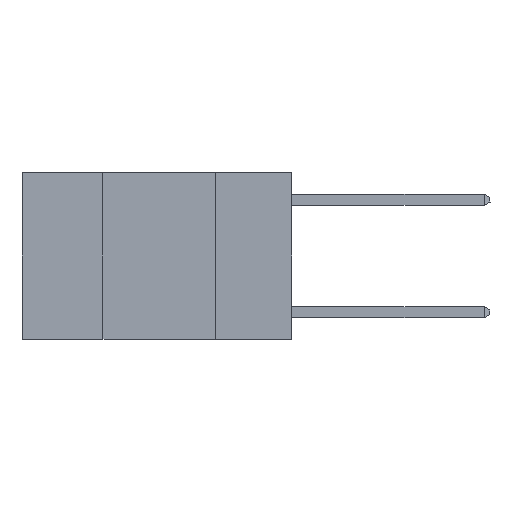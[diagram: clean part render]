
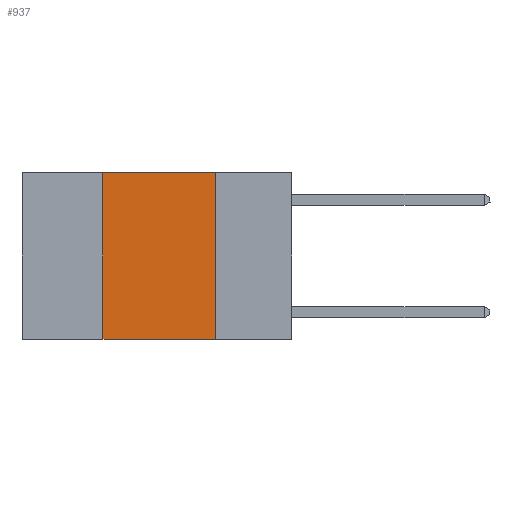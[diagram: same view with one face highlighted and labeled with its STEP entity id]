
A CAD part, left-side view. The second image highlights one B-rep face of the part: STEP entity #937.
In plain terms, the highlighted planar face has unit normal (-1, 0, 0).
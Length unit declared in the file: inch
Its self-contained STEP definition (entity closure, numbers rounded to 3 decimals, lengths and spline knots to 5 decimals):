
#201 = LINE ( 'NONE', #7685, #6740 ) ;
#278 = CARTESIAN_POINT ( 'NONE',  ( 0., 0.6, 0. ) ) ;
#937 = ADVANCED_FACE ( 'NONE', ( #2896 ), #6190, .F. ) ;
#1068 = CARTESIAN_POINT ( 'NONE',  ( 0., 0.42, 0. ) ) ;
#1381 = VERTEX_POINT ( 'NONE', #4785 ) ;
#1492 = EDGE_CURVE ( 'NONE', #9752, #3329, #7971, .T. ) ;
#1828 = DIRECTION ( 'NONE',  ( 0., 0., -1. ) ) ;
#2896 = FACE_OUTER_BOUND ( 'NONE', #5348, .T. ) ;
#3329 = VERTEX_POINT ( 'NONE', #9800 ) ;
#3392 = LINE ( 'NONE', #5009, #8030 ) ;
#3734 = CARTESIAN_POINT ( 'NONE',  ( 0., 0.6, 0. ) ) ;
#3876 = EDGE_CURVE ( 'NONE', #9752, #1381, #3392, .T. ) ;
#4785 = CARTESIAN_POINT ( 'NONE',  ( 0., 0.17, -0.37 ) ) ;
#5009 = CARTESIAN_POINT ( 'NONE',  ( 0., 0.6, -0.37 ) ) ;
#5348 = EDGE_LOOP ( 'NONE', ( #5578, #5695, #5810, #5963 ) ) ;
#5578 = ORIENTED_EDGE ( 'NONE', *, *, #7385, .F. ) ;
#5695 = ORIENTED_EDGE ( 'NONE', *, *, #7514, .F. ) ;
#5810 = ORIENTED_EDGE ( 'NONE', *, *, #1492, .F. ) ;
#5963 = ORIENTED_EDGE ( 'NONE', *, *, #3876, .T. ) ;
#6190 = PLANE ( 'NONE',  #8170 ) ;
#6740 = VECTOR ( 'NONE', #1828, 39.37008 ) ;
#7385 = EDGE_CURVE ( 'NONE', #8506, #1381, #201, .T. ) ;
#7514 = EDGE_CURVE ( 'NONE', #3329, #8506, #7849, .T. ) ;
#7685 = CARTESIAN_POINT ( 'NONE',  ( 0., 0.17, 0. ) ) ;
#7837 = VECTOR ( 'NONE', #9348, 39.37008 ) ;
#7849 = LINE ( 'NONE', #3734, #9699 ) ;
#7971 = LINE ( 'NONE', #1068, #7837 ) ;
#8030 = VECTOR ( 'NONE', #9821, 39.37008 ) ;
#8170 = AXIS2_PLACEMENT_3D ( 'NONE', #278, #10035, #9999 ) ;
#8207 = CARTESIAN_POINT ( 'NONE',  ( 0., 0.17, 0. ) ) ;
#8506 = VERTEX_POINT ( 'NONE', #8207 ) ;
#9348 = DIRECTION ( 'NONE',  ( 0., 0., 1. ) ) ;
#9699 = VECTOR ( 'NONE', #10148, 39.37008 ) ;
#9752 = VERTEX_POINT ( 'NONE', #10418 ) ;
#9800 = CARTESIAN_POINT ( 'NONE',  ( 0., 0.42, 0. ) ) ;
#9821 = DIRECTION ( 'NONE',  ( 0., -1., 0. ) ) ;
#9999 = DIRECTION ( 'NONE',  ( 0., 0., -1. ) ) ;
#10035 = DIRECTION ( 'NONE',  ( 1., 0., 0. ) ) ;
#10148 = DIRECTION ( 'NONE',  ( 0., -1., 0. ) ) ;
#10418 = CARTESIAN_POINT ( 'NONE',  ( 0., 0.42, -0.37 ) ) ;
